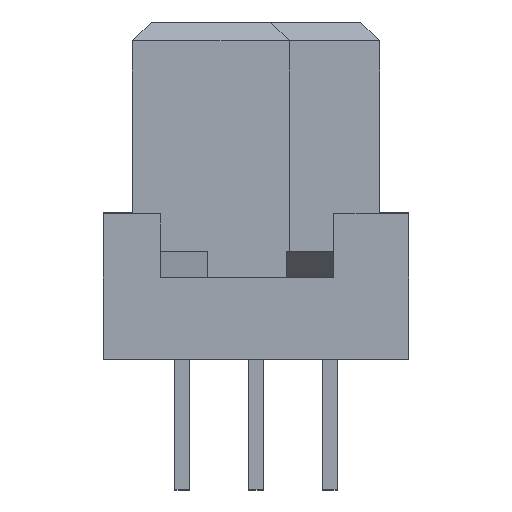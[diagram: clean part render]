
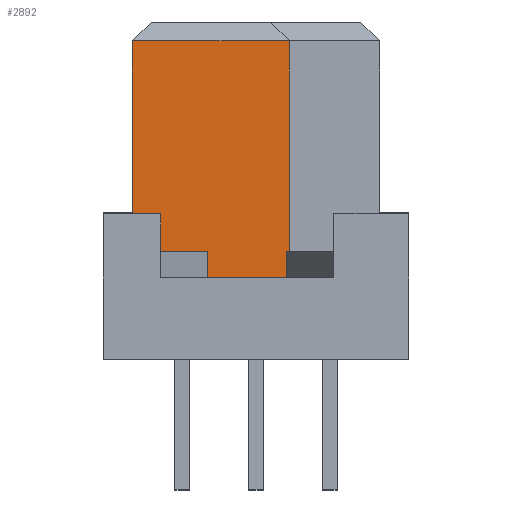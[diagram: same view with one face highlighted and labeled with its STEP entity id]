
A CAD part, front view. The second image highlights one B-rep face of the part: STEP entity #2892.
In plain terms, the highlighted planar face has unit normal (0, -1, 0).
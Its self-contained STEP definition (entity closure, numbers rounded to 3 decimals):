
#2027=CARTESIAN_POINT('',(0.882,-41.25,3.7));
#2028=VERTEX_POINT('',#2027);
#2029=CARTESIAN_POINT('',(-1.71,-41.25,3.7));
#2030=VERTEX_POINT('',#2029);
#2031=CARTESIAN_POINT('',(0.882,-41.25,3.7));
#2032=DIRECTION('',(-1.0,0.0,0.0));
#2033=VECTOR('',#2032,2.592);
#2034=LINE('',#2031,#2033);
#2035=EDGE_CURVE('',#2028,#2030,#2034,.T.);
#2066=CARTESIAN_POINT('',(0.882,-41.25,2.8));
#2067=VERTEX_POINT('',#2066);
#2074=CARTESIAN_POINT('',(0.882,-41.25,2.8));
#2075=DIRECTION('',(0.0,0.0,1.0));
#2076=VECTOR('',#2075,0.9);
#2077=LINE('',#2074,#2076);
#2078=EDGE_CURVE('',#2067,#2028,#2077,.T.);
#2513=CARTESIAN_POINT('',(3.69,-41.25,3.7));
#2514=VERTEX_POINT('',#2513);
#2521=CARTESIAN_POINT('',(3.598,-41.25,3.7));
#2522=VERTEX_POINT('',#2521);
#2523=CARTESIAN_POINT('',(3.69,-41.25,3.7));
#2524=DIRECTION('',(-1.0,0.0,0.0));
#2525=VECTOR('',#2524,0.092);
#2526=LINE('',#2523,#2525);
#2527=EDGE_CURVE('',#2514,#2522,#2526,.T.);
#2543=CARTESIAN_POINT('',(3.598,-41.25,2.8));
#2544=VERTEX_POINT('',#2543);
#2545=CARTESIAN_POINT('',(3.598,-41.25,3.7));
#2546=DIRECTION('',(0.0,0.0,-1.0));
#2547=VECTOR('',#2546,0.9);
#2548=LINE('',#2545,#2547);
#2549=EDGE_CURVE('',#2522,#2544,#2548,.T.);
#2567=CARTESIAN_POINT('',(3.598,-41.25,2.8));
#2568=DIRECTION('',(-1.0,0.,0.0));
#2569=VECTOR('',#2568,2.717);
#2570=LINE('',#2567,#2569);
#2571=EDGE_CURVE('',#2544,#2067,#2570,.T.);
#2793=CARTESIAN_POINT('',(-1.71,-41.25,10.95));
#2794=VERTEX_POINT('',#2793);
#2795=CARTESIAN_POINT('',(-1.71,-41.25,3.7));
#2796=DIRECTION('',(0.0,0.0,1.0));
#2797=VECTOR('',#2796,7.25);
#2798=LINE('',#2795,#2797);
#2799=EDGE_CURVE('',#2030,#2794,#2798,.T.);
#2847=CARTESIAN_POINT('',(3.69,-41.25,10.95));
#2848=VERTEX_POINT('',#2847);
#2849=CARTESIAN_POINT('',(-1.71,-41.25,10.95));
#2850=DIRECTION('',(1.0,0.,0.0));
#2851=VECTOR('',#2850,5.4);
#2852=LINE('',#2849,#2851);
#2853=EDGE_CURVE('',#2794,#2848,#2852,.T.);
#2872=CARTESIAN_POINT('',(0.99,-41.25,2.7));
#2873=DIRECTION('',(0.,1.0,0.));
#2874=DIRECTION('',(-1.0,0.,0.));
#2875=AXIS2_PLACEMENT_3D('',#2872,#2873,#2874);
#2876=PLANE('',#2875);
#2877=ORIENTED_EDGE('',*,*,#2799,.F.);
#2878=ORIENTED_EDGE('',*,*,#2035,.F.);
#2879=ORIENTED_EDGE('',*,*,#2078,.F.);
#2880=ORIENTED_EDGE('',*,*,#2571,.F.);
#2881=ORIENTED_EDGE('',*,*,#2549,.F.);
#2882=ORIENTED_EDGE('',*,*,#2527,.F.);
#2883=CARTESIAN_POINT('',(3.69,-41.25,3.7));
#2884=DIRECTION('',(0.0,0.0,1.0));
#2885=VECTOR('',#2884,7.25);
#2886=LINE('',#2883,#2885);
#2887=EDGE_CURVE('',#2514,#2848,#2886,.T.);
#2888=ORIENTED_EDGE('',*,*,#2887,.T.);
#2889=ORIENTED_EDGE('',*,*,#2853,.F.);
#2890=EDGE_LOOP('',(#2877,#2878,#2879,#2880,#2881,#2882,#2888,#2889));
#2891=FACE_OUTER_BOUND('',#2890,.T.);
#2892=ADVANCED_FACE('',(#2891),#2876,.F.);
